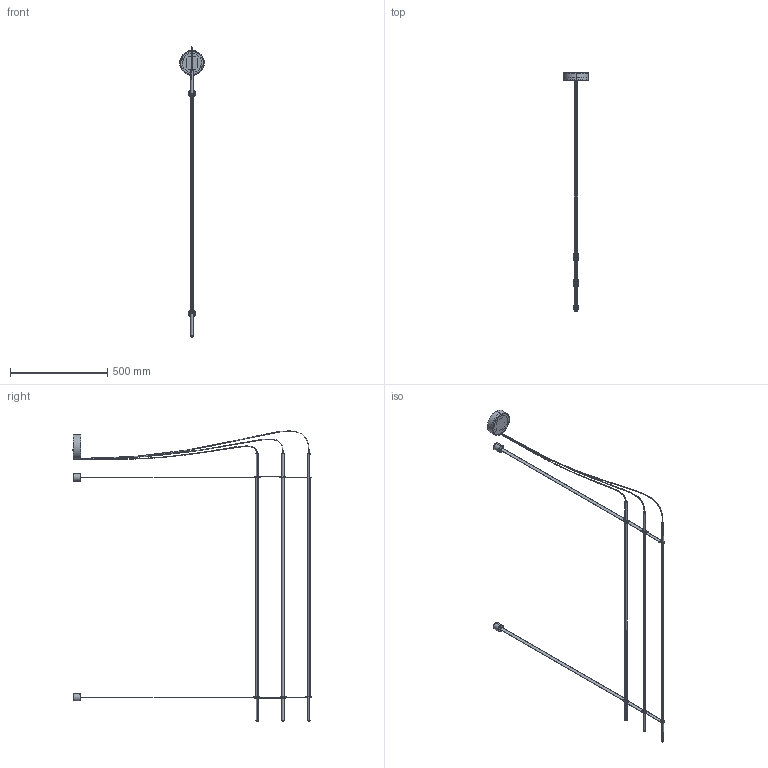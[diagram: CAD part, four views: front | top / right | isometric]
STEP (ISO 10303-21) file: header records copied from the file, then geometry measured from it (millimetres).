
FILE_DESCRIPTION (( 'STEP AP214' ), '1' );
FILE_NAME ('Pablo Designs, Share CAD, T.O, Pendant, 3-Stack.STEP', '2023-02-03T23:56:28', ( '' ), ( '' ), 'SwSTEP 2.0', 'SolidWorks 2019', '' );
FILE_SCHEMA (( 'AUTOMOTIVE_DESIGN' ));
Length unit declared in the file: inch
Products named in the file (35): T.O, Pendant, V7.4, Webbing Bracket, 072922; PRT0092.stp; T.O Floor, Lens_Standard Floor, 1125mm; t_o__pendant__canopy_20220728; T.O, Pendant, V8.2, Webbing Connector; T.O, Pendant, V7, Webbing Connector; 026-6.stp; T.O, Pendant, V8.2, Lamp, Webbing Suspension; DU15W12VA5.stp; T.O Pendant, Webbing Support, Bracket Cover; Pablo Designs, Share CAD, T.O, Pendant, 3-Stack; TO-13; FLAT_4-40_SCREW_X6.stp; t_o__pendant__webbing_bracket___20220728.stp; T.O, Pendant, V7.5, Body, Length Studies_54in; T.O, Pendant, V8, Power Cable_3-Stack; HEX_NUT_SCREW.stp; 23-00265.stp; PAN-HEAD-SCREW_4-40X6.stp; t_o__pendant__canopy_20220728.stp; T_O__PENDANT__CANOPY_BOTT-13343.stp; PAN-HEAD-SCREW_4-40X8.stp; T.O, Pendant, V7, Lamp, Cable Cap; DRIVER__LTF__40W__DA40W24V-F3.stp; T.O, Pendant, V8.2, Webbing Support Molded Eye; T.O, Pendant, V7.3, Webbing Support; t_o__pendant__webbing_bracket___20220728; T_O__PENDANT__CANOPY__MOUNT_PLA.stp; FLAT_4-40_SCREW_X8.stp
Assembly tree (66 placements, depth 4):
  Pablo Designs, Share CAD, T.O, Pendant, 3-Stack
    T.O, Pendant, V8.2, Lamp, Webbing Suspension
      T.O, Pendant, V7.3, Webbing Support
      T.O, Pendant, V8.2, Webbing Support Molded Eye
    T.O, Pendant, V8, Power Cable_3-Stack
    t_o__pendant__webbing_bracket___20220728
      t_o__pendant__webbing_bracket___20220728.stp
        23-00265.stp
        FLAT_4-40_SCREW_X6.stp
    T.O, Pendant, V8.2, Lamp, Webbing Suspension
      T.O, Pendant, V7.3, Webbing Support
      T.O, Pendant, V8.2, Webbing Support Molded Eye
    t_o__pendant__webbing_bracket___20220728
      t_o__pendant__webbing_bracket___20220728.stp
        23-00265.stp
        FLAT_4-40_SCREW_X6.stp
    T.O, Pendant, V7, Lamp, Cable Cap  x4
    T.O Floor, Lens_Standard Floor, 1125mm  x3
    T.O, Pendant, V7.5, Body, Length Studies_54in  x3
    TO-13  x4
    t_o__pendant__canopy_20220728
      t_o__pendant__canopy_20220728.stp
        T_O__PENDANT__CANOPY_BOTT-13343.stp
        DRIVER__LTF__40W__DA40W24V-F3.stp
        DU15W12VA5.stp
        026-6.stp
        PRT0092.stp
        PAN-HEAD-SCREW_4-40X6.stp  x4
        PAN-HEAD-SCREW_4-40X8.stp  x2
        FLAT_4-40_SCREW_X8.stp  x2
        HEX_NUT_SCREW.stp
        T_O__PENDANT__CANOPY__MOUNT_PLA.stp
    T.O, Pendant, V7.4, Webbing Bracket, 072922  x2
    T.O Pendant, Webbing Support, Bracket Cover  x2
    T.O, Pendant, V8.2, Webbing Connector
      T.O, Pendant, V7, Webbing Connector
      T.O, Pendant, V8.2, Webbing Support Molded Eye  x2
    T.O, Pendant, V8.2, Webbing Connector
      T.O, Pendant, V7, Webbing Connector
      T.O, Pendant, V8.2, Webbing Support Molded Eye  x2
    T.O, Pendant, V8.2, Webbing Connector
      T.O, Pendant, V7, Webbing Connector
      T.O, Pendant, V8.2, Webbing Support Molded Eye  x2
    T.O, Pendant, V8.2, Webbing Connector
      T.O, Pendant, V7, Webbing Connector
      T.O, Pendant, V8.2, Webbing Support Molded Eye  x2
Bounding box: 127 x 1221.93 x 1488.77 mm (x, y, z)
Volume: 497911.8 mm3; surface area: 648740.2 mm2
Topology: 54 solids, 67 shells, 2000 faces, 5217 edges, 3321 vertices
Faces by surface type: plane 1127, cylinder 540, torus 170, sphere 72, cone 69, bspline 22
Entity records: 30187 total; most frequent: CARTESIAN_POINT 9408, DIRECTION 4036, ORIENTED_EDGE 3802, EDGE_CURVE 1923, AXIS2_PLACEMENT_3D 1567, VERTEX_POINT 1232, EDGE_LOOP 909, LINE 902
